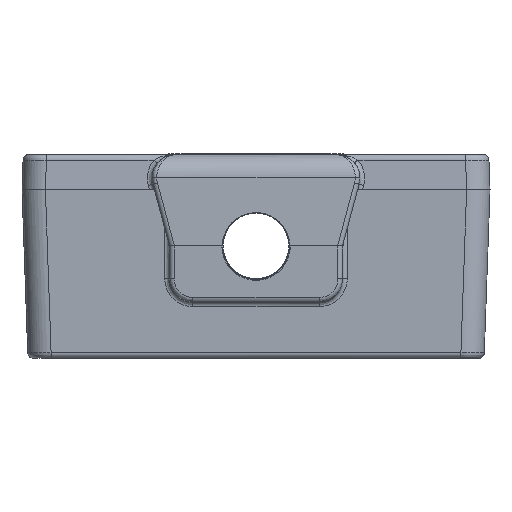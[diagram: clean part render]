
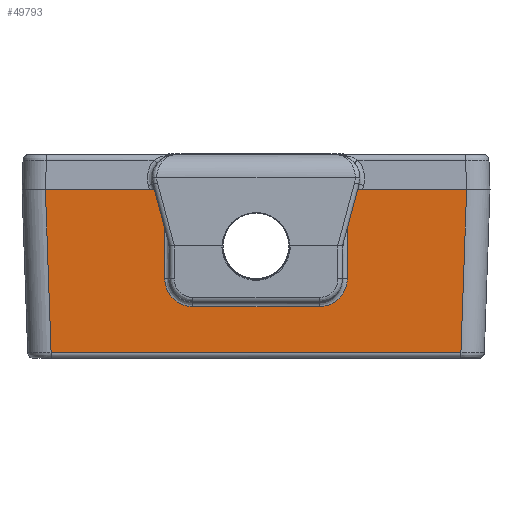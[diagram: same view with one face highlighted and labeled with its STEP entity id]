
A CAD part, left-side view. The second image highlights one B-rep face of the part: STEP entity #49793.
In plain terms, the highlighted planar face has unit normal (-1, 0, -0.018).
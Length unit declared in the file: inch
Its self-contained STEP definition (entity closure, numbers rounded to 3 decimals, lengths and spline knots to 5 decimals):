
#4602 = ORIENTED_EDGE ( 'NONE', *, *, #213976, .F. ) ;
#5853 = B_SPLINE_CURVE_WITH_KNOTS ( 'NONE', 3,
 ( #226043, #97006, #98147, #117886, #188803, #66730, #137632, #115576, #26244, #8845 ),
 .UNSPECIFIED., .F., .F.,
 ( 4, 2, 2, 2, 4 ),
 ( 0., 0.25, 0.5, 0.75, 1. ),
 .UNSPECIFIED. ) ;
#6678 = EDGE_CURVE ( 'NONE', #198667, #103099, #115125, .T. ) ;
#8845 = CARTESIAN_POINT ( 'NONE',  ( -2.2641, 0.3375, -0.20206 ) ) ;
#11466 = CARTESIAN_POINT ( 'NONE',  ( -2.25161, -0.4875, -0.91765 ) ) ;
#11479 = CARTESIAN_POINT ( 'NONE',  ( -2.275, -1.375, 0.4225 ) ) ;
#14067 = LINE ( 'NONE', #105665, #215818 ) ;
#18276 = VECTOR ( 'NONE', #148526, 39.37008 ) ;
#19226 = CARTESIAN_POINT ( 'NONE',  ( -2.2641, -0.3375, -0.20206 ) ) ;
#23923 = VECTOR ( 'NONE', #134481, 39.37008 ) ;
#26244 = CARTESIAN_POINT ( 'NONE',  ( -2.2641, 0.35713, -0.20207 ) ) ;
#27685 = LINE ( 'NONE', #11466, #23923 ) ;
#33685 = CARTESIAN_POINT ( 'NONE',  ( -2.26637, -0.4875, -0.0717 ) ) ;
#34831 = CARTESIAN_POINT ( 'NONE',  ( -2.26443, -0.41306, -0.18317 ) ) ;
#36639 = VERTEX_POINT ( 'NONE', #65119 ) ;
#45020 = EDGE_CURVE ( 'NONE', #130915, #36639, #103622, .T. ) ;
#46960 = B_SPLINE_CURVE_WITH_KNOTS ( 'NONE', 3,
 ( #85930, #156789, #177681, #34831, #121946, #89342, #142753, #53382, #33685, #178818 ),
 .UNSPECIFIED., .F., .F.,
 ( 4, 2, 2, 2, 4 ),
 ( 0., 0.25, 0.5, 0.75, 1. ),
 .UNSPECIFIED. ) ;
#47230 = CARTESIAN_POINT ( 'NONE',  ( -2.275, -0.4875, 0.4225 ) ) ;
#49793 = ADVANCED_FACE ( 'NONE', ( #177346 ), #226333, .F. ) ;
#51905 = CARTESIAN_POINT ( 'NONE',  ( -2.2598, 1.0946, -0.44802 ) ) ;
#53382 = CARTESIAN_POINT ( 'NONE',  ( -2.26603, -0.4836, -0.09132 ) ) ;
#54409 = VERTEX_POINT ( 'NONE', #19226 ) ;
#55705 = ORIENTED_EDGE ( 'NONE', *, *, #6678, .F. ) ;
#57307 = DIRECTION ( 'NONE',  ( 1., 0., 0.017 ) ) ;
#59494 = ORIENTED_EDGE ( 'NONE', *, *, #169160, .F. ) ;
#61367 = CARTESIAN_POINT ( 'NONE',  ( -2.25161, 0.4875, -0.91765 ) ) ;
#65119 = CARTESIAN_POINT ( 'NONE',  ( -2.25977, 1.0946, -0.44802 ) ) ;
#66483 = EDGE_CURVE ( 'NONE', #54409, #210549, #46960, .T. ) ;
#66730 = CARTESIAN_POINT ( 'NONE',  ( -2.26462, 0.42968, -0.17202 ) ) ;
#67090 = AXIS2_PLACEMENT_3D ( 'NONE', #87892, #57307, #139051 ) ;
#73723 = VECTOR ( 'NONE', #174521, 39.37008 ) ;
#75223 = EDGE_CURVE ( 'NONE', #36639, #198667, #191342, .T. ) ;
#85930 = CARTESIAN_POINT ( 'NONE',  ( -2.2641, -0.3375, -0.20206 ) ) ;
#87892 = CARTESIAN_POINT ( 'NONE',  ( -2.25161, -1.375, -0.91765 ) ) ;
#89342 = CARTESIAN_POINT ( 'NONE',  ( -2.26511, -0.45745, -0.14424 ) ) ;
#90594 = CARTESIAN_POINT ( 'NONE',  ( -2.275, -1.125, 0.4225 ) ) ;
#90991 = VERTEX_POINT ( 'NONE', #90594 ) ;
#95073 = LINE ( 'NONE', #61367, #18276 ) ;
#97006 = CARTESIAN_POINT ( 'NONE',  ( -2.26637, 0.48746, -0.0717 ) ) ;
#97930 = EDGE_CURVE ( 'NONE', #102348, #90991, #222897, .T. ) ;
#98147 = CARTESIAN_POINT ( 'NONE',  ( -2.26603, 0.4836, -0.09133 ) ) ;
#99047 = VECTOR ( 'NONE', #187232, 39.37008 ) ;
#102348 = VERTEX_POINT ( 'NONE', #47230 ) ;
#103099 = VERTEX_POINT ( 'NONE', #138850 ) ;
#103622 = LINE ( 'NONE', #209416, #73723 ) ;
#105042 = CARTESIAN_POINT ( 'NONE',  ( -2.26672, 0.4875, -0.05206 ) ) ;
#105665 = CARTESIAN_POINT ( 'NONE',  ( -2.25184, -1.07867, -0.90408 ) ) ;
#106924 = ORIENTED_EDGE ( 'NONE', *, *, #75223, .F. ) ;
#107007 = ORIENTED_EDGE ( 'NONE', *, *, #97930, .F. ) ;
#107051 = VERTEX_POINT ( 'NONE', #105042 ) ;
#110367 = EDGE_CURVE ( 'NONE', #210549, #102348, #27685, .T. ) ;
#113976 = CARTESIAN_POINT ( 'NONE',  ( -2.275, -1.375, 0.4225 ) ) ;
#114391 = ORIENTED_EDGE ( 'NONE', *, *, #186895, .F. ) ;
#115125 = LINE ( 'NONE', #113976, #99047 ) ;
#115576 = CARTESIAN_POINT ( 'NONE',  ( -2.26417, 0.37676, -0.19816 ) ) ;
#117886 = CARTESIAN_POINT ( 'NONE',  ( -2.2654, 0.46861, -0.12763 ) ) ;
#121658 = DIRECTION ( 'NONE',  ( 0., -1., 0. ) ) ;
#121946 = CARTESIAN_POINT ( 'NONE',  ( -2.26462, -0.42967, -0.17199 ) ) ;
#129232 = EDGE_LOOP ( 'NONE', ( #55705, #106924, #131187, #114391, #107007, #134709, #210685, #4602, #146610, #59494 ) ) ;
#130915 = VERTEX_POINT ( 'NONE', #196300 ) ;
#131187 = ORIENTED_EDGE ( 'NONE', *, *, #45020, .F. ) ;
#132355 = VECTOR ( 'NONE', #177312, 39.37008 ) ;
#134481 = DIRECTION ( 'NONE',  ( -0.017, 0., 1. ) ) ;
#134709 = ORIENTED_EDGE ( 'NONE', *, *, #110367, .F. ) ;
#137632 = CARTESIAN_POINT ( 'NONE',  ( -2.26443, 0.41305, -0.18314 ) ) ;
#138850 = CARTESIAN_POINT ( 'NONE',  ( -2.275, 0.4875, 0.4225 ) ) ;
#139051 = DIRECTION ( 'NONE',  ( 0.017, 0., -1. ) ) ;
#142753 = CARTESIAN_POINT ( 'NONE',  ( -2.2654, -0.46858, -0.12761 ) ) ;
#146610 = ORIENTED_EDGE ( 'NONE', *, *, #227154, .F. ) ;
#147316 = DIRECTION ( 'NONE',  ( 0., -1., 0. ) ) ;
#148338 = CARTESIAN_POINT ( 'NONE',  ( -2.275, 1.125, 0.4225 ) ) ;
#148526 = DIRECTION ( 'NONE',  ( 0.017, 0., -1. ) ) ;
#150664 = CARTESIAN_POINT ( 'NONE',  ( -2.26672, -0.4875, -0.05206 ) ) ;
#153641 = VECTOR ( 'NONE', #121658, 39.37008 ) ;
#156789 = CARTESIAN_POINT ( 'NONE',  ( -2.2641, -0.35714, -0.20203 ) ) ;
#169160 = EDGE_CURVE ( 'NONE', #103099, #107051, #95073, .T. ) ;
#170802 = VECTOR ( 'NONE', #147316, 39.37008 ) ;
#174291 = DIRECTION ( 'NONE',  ( 0.017, 0.035, -0.999 ) ) ;
#174521 = DIRECTION ( 'NONE',  ( 0., 1., 0. ) ) ;
#177312 = DIRECTION ( 'NONE',  ( -0.017, 0.035, 0.999 ) ) ;
#177346 = FACE_OUTER_BOUND ( 'NONE', #129232, .T. ) ;
#177681 = CARTESIAN_POINT ( 'NONE',  ( -2.26417, -0.37677, -0.19816 ) ) ;
#178818 = CARTESIAN_POINT ( 'NONE',  ( -2.26672, -0.4875, -0.05206 ) ) ;
#182230 = CARTESIAN_POINT ( 'NONE',  ( -2.2641, -1.375, -0.20206 ) ) ;
#186895 = EDGE_CURVE ( 'NONE', #90991, #130915, #14067, .T. ) ;
#187232 = DIRECTION ( 'NONE',  ( 0., -1., 0. ) ) ;
#188803 = CARTESIAN_POINT ( 'NONE',  ( -2.26511, 0.45743, -0.14423 ) ) ;
#191342 = LINE ( 'NONE', #51905, #132355 ) ;
#195536 = VERTEX_POINT ( 'NONE', #204488 ) ;
#196300 = CARTESIAN_POINT ( 'NONE',  ( -2.2598, -1.0946, -0.44802 ) ) ;
#198667 = VERTEX_POINT ( 'NONE', #148338 ) ;
#199687 = LINE ( 'NONE', #182230, #170802 ) ;
#204488 = CARTESIAN_POINT ( 'NONE',  ( -2.2641, 0.3375, -0.20206 ) ) ;
#209416 = CARTESIAN_POINT ( 'NONE',  ( -2.2598, -0.6875, -0.44802 ) ) ;
#210549 = VERTEX_POINT ( 'NONE', #150664 ) ;
#210685 = ORIENTED_EDGE ( 'NONE', *, *, #66483, .F. ) ;
#213976 = EDGE_CURVE ( 'NONE', #195536, #54409, #199687, .T. ) ;
#215818 = VECTOR ( 'NONE', #174291, 39.37008 ) ;
#222897 = LINE ( 'NONE', #11479, #153641 ) ;
#226043 = CARTESIAN_POINT ( 'NONE',  ( -2.26672, 0.4875, -0.05206 ) ) ;
#226333 = PLANE ( 'NONE',  #67090 ) ;
#227154 = EDGE_CURVE ( 'NONE', #107051, #195536, #5853, .T. ) ;
